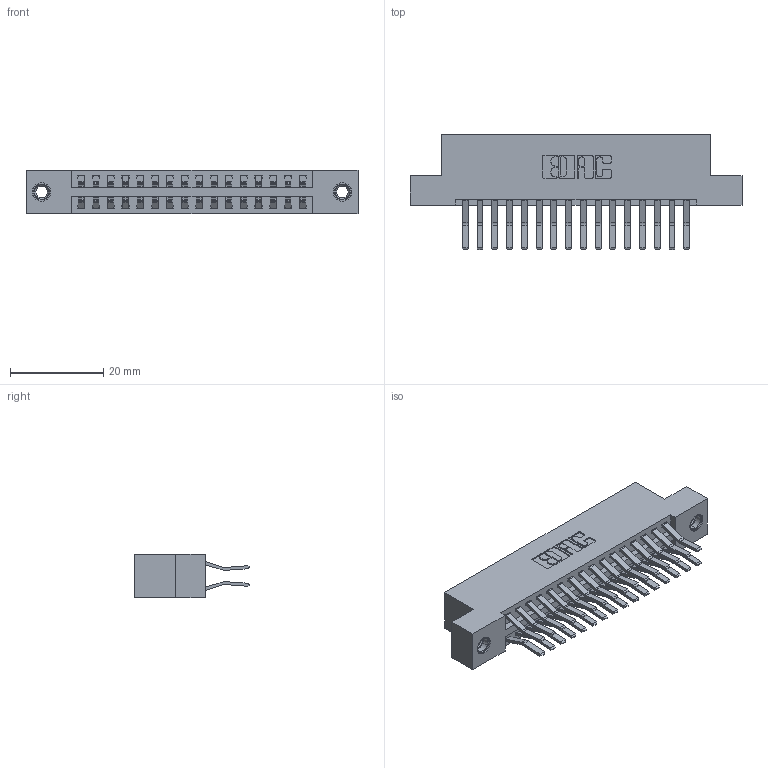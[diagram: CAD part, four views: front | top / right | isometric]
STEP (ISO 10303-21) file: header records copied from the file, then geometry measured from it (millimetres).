
FILE_DESCRIPTION (( 'STEP AP203' ), '1' );
FILE_NAME ('396-032-560-207.STEP', '2019-10-30T06:36:55', ( '' ), ( '' ), 'SwSTEP 2.0', 'SolidWorks 2016', '' );
FILE_SCHEMA (( 'CONFIG_CONTROL_DESIGN' ));
Length unit declared in the file: inch
Products named in the file (4): 345-250-001_345-250-005-103; 396-032-560-207; 346 Part_Flush Mounting Lugs - 0.156 Dia-TI; 345-292-001_560 Tail
Assembly tree (35 placements, depth 2):
  396-032-560-207
    346 Part_Flush Mounting Lugs - 0.156 Dia-TI
    345-292-001_560 Tail  x32
    345-250-001_345-250-005-103  x2
Bounding box: 71.37 x 24.78 x 9.4 mm (x, y, z)
Volume: 6954.1 mm3; surface area: 9743.6 mm2
Topology: 35 solids, 35 shells, 1910 faces, 5617 edges, 3694 vertices
Faces by surface type: plane 1228, cylinder 666, cone 12, torus 4
Entity records: 15216 total; most frequent: CARTESIAN_POINT 2527, ORIENTED_EDGE 2454, DIRECTION 2309, EDGE_CURVE 1227, VECTOR 1007, LINE 1007, VERTEX_POINT 812, AXIS2_PLACEMENT_3D 651
